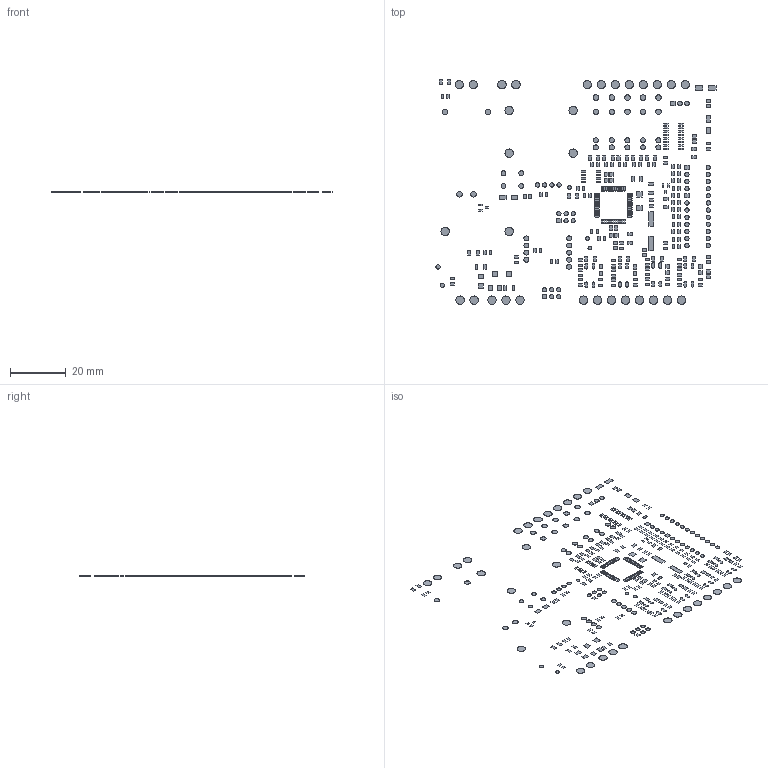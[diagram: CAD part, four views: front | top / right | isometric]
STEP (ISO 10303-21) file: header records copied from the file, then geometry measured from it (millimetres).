
FILE_DESCRIPTION(('None'),'2;1');
FILE_NAME('last pcbf_CopperTop.step', '', (' '), ('Mentor Graphics'), '', 'Expedition PCB', ' ');
FILE_SCHEMA(('CONFIG_CONTROL_DESIGN'));
Length unit declared in the file: millimetre
Products named in the file (1): last pcbf_CopperTop
Bounding box: 100.07 x 80.28 x 0.03 mm (x, y, z)
Volume: 28.2 mm3; surface area: 1717.3 mm2
Topology: 388 solids, 388 shells, 2128 faces, 4056 edges, 2704 vertices
Faces by surface type: plane 1764, cylinder 364
Entity records: 47672 total; most frequent: DIRECTION 9042, ORIENTED_EDGE 8112, EDGE_CURVE 4056, CARTESIAN_POINT 3433, LINE 3328, VECTOR 3328, AXIS2_PLACEMENT_3D 2857, VERTEX_POINT 2704
